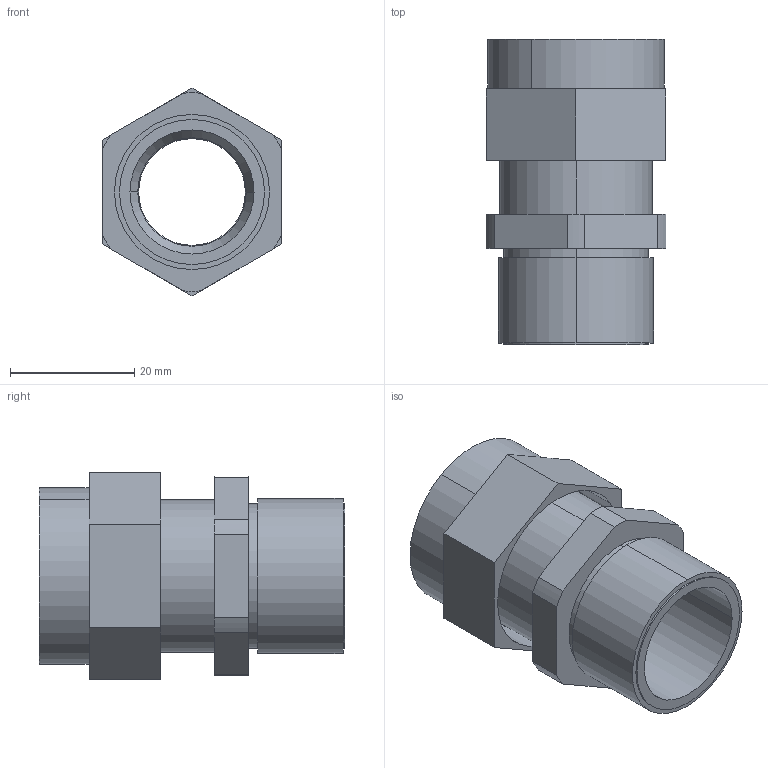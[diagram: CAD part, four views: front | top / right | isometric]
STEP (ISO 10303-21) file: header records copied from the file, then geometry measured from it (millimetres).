
FILE_DESCRIPTION (( 'STEP AP214' ), '1' );
FILE_NAME ('2022970_KSTP1.stp', '2018-09-11T14:07:18', ( '' ), ( '' ), 'SwSTEP 2.0', 'SolidWorks 2018', '' );
FILE_SCHEMA (( 'AUTOMOTIVE_DESIGN' ));
Length unit declared in the file: millimetre
Products named in the file (3): 2022970_KSTP1; 0005615_technische Darstellung; 0041260_technische Darstellung
Assembly tree (2 placements, depth 2):
  2022970_KSTP1
    0041260_technische Darstellung
    0005615_technische Darstellung
Bounding box: 29 x 49.2 x 33.49 mm (x, y, z)
Volume: 11763.9 mm3; surface area: 11600.7 mm2
Topology: 2 solids, 2 shells, 62 faces, 139 edges, 88 vertices
Faces by surface type: cylinder 31, plane 23, cone 8
Entity records: 1853 total; most frequent: DIRECTION 337, CARTESIAN_POINT 294, ORIENTED_EDGE 278, EDGE_CURVE 139, AXIS2_PLACEMENT_3D 131, VERTEX_POINT 88, VECTOR 75, LINE 75
